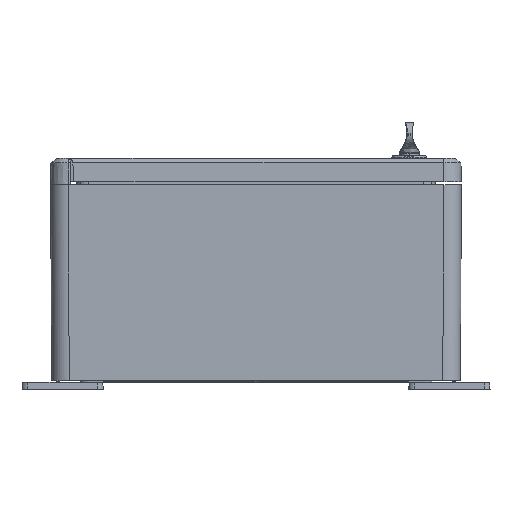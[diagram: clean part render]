
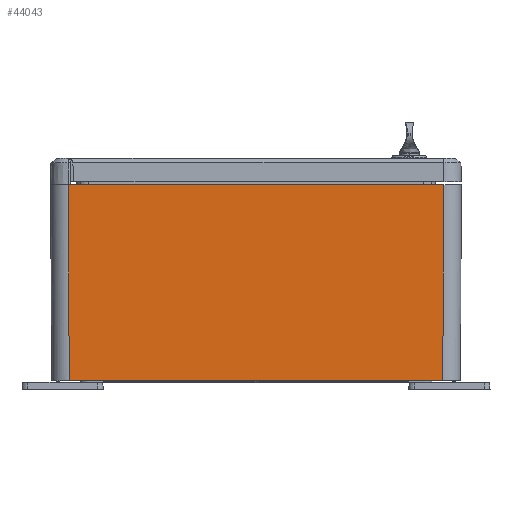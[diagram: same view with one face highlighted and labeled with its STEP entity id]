
A CAD part, front view. The second image highlights one B-rep face of the part: STEP entity #44043.
In plain terms, the highlighted face is planar.
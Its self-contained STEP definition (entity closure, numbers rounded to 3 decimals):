
#4773 = FACE_OUTER_BOUND ( 'NONE', #43182, .T. ) ;
#4865 = LINE ( 'NONE', #49777, #63853 ) ;
#8628 = VERTEX_POINT ( 'NONE', #20741 ) ;
#9899 = CARTESIAN_POINT ( 'NONE',  ( 449.127, 309.127, -9.3 ) ) ;
#12593 = CARTESIAN_POINT ( 'NONE',  ( 449.127, 175., -9.3 ) ) ;
#15309 = CARTESIAN_POINT ( 'NONE',  ( 450., 310., 157.5 ) ) ;
#16851 = ORIENTED_EDGE ( 'NONE', *, *, #35169, .F. ) ;
#18987 = CARTESIAN_POINT ( 'NONE',  ( 449.127, -9.127, -9.3 ) ) ;
#20741 = CARTESIAN_POINT ( 'NONE',  ( 450., -10., 157.5 ) ) ;
#20808 = VECTOR ( 'NONE', #22086, 1000. ) ;
#21718 = CARTESIAN_POINT ( 'NONE',  ( 449.127, -9.127, -9.3 ) ) ;
#22086 = DIRECTION ( 'NONE',  ( 0.005, -0.005, 1. ) ) ;
#23862 = EDGE_CURVE ( 'NONE', #8628, #29860, #4865, .T. ) ;
#24050 = DIRECTION ( 'NONE',  ( 0., -1., 0. ) ) ;
#24534 = VERTEX_POINT ( 'NONE', #18987 ) ;
#26400 = CARTESIAN_POINT ( 'NONE',  ( 449.418, 309.418, 46.3 ) ) ;
#26619 = ORIENTED_EDGE ( 'NONE', *, *, #56153, .F. ) ;
#27336 = DIRECTION ( 'NONE',  ( 0., 1., 0. ) ) ;
#27609 = DIRECTION ( 'NONE',  ( 0.005, 0., 1. ) ) ;
#28677 = AXIS2_PLACEMENT_3D ( 'NONE', #43434, #32023, #27609 ) ;
#29680 = VERTEX_POINT ( 'NONE', #9899 ) ;
#29860 = VERTEX_POINT ( 'NONE', #41147 ) ;
#29920 = LINE ( 'NONE', #12593, #30647 ) ;
#30647 = VECTOR ( 'NONE', #24050, 1000. ) ;
#32023 = DIRECTION ( 'NONE',  ( -1., 0., 0.005 ) ) ;
#35169 = EDGE_CURVE ( 'NONE', #29680, #24534, #29920, .T. ) ;
#41147 = CARTESIAN_POINT ( 'NONE',  ( 450., 310., 157.5 ) ) ;
#43182 = EDGE_LOOP ( 'NONE', ( #16851, #26619, #49372, #56782 ) ) ;
#43434 = CARTESIAN_POINT ( 'NONE',  ( 450., 175., 157.5 ) ) ;
#44043 = ADVANCED_FACE ( 'NONE', ( #4773 ), #71417, .F. ) ;
#49372 = ORIENTED_EDGE ( 'NONE', *, *, #23862, .F. ) ;
#49777 = CARTESIAN_POINT ( 'NONE',  ( 450., 175., 157.5 ) ) ;
#50407 = LINE ( 'NONE', #21718, #20808 ) ;
#56153 = EDGE_CURVE ( 'NONE', #29860, #29680, #71177, .T. ) ;
#56782 = ORIENTED_EDGE ( 'NONE', *, *, #71290, .F. ) ;
#59842 = CARTESIAN_POINT ( 'NONE',  ( 449.709, 309.709, 101.9 ) ) ;
#63853 = VECTOR ( 'NONE', #27336, 1000. ) ;
#64659 = CARTESIAN_POINT ( 'NONE',  ( 449.127, 309.127, -9.3 ) ) ;
#71177 = B_SPLINE_CURVE_WITH_KNOTS ( 'NONE', 3,
 ( #15309, #59842, #26400, #64659 ),
 .UNSPECIFIED., .F., .F.,
 ( 4, 4 ),
 ( 0., 1. ),
 .UNSPECIFIED. ) ;
#71290 = EDGE_CURVE ( 'NONE', #24534, #8628, #50407, .T. ) ;
#71417 = PLANE ( 'NONE',  #28677 ) ;
